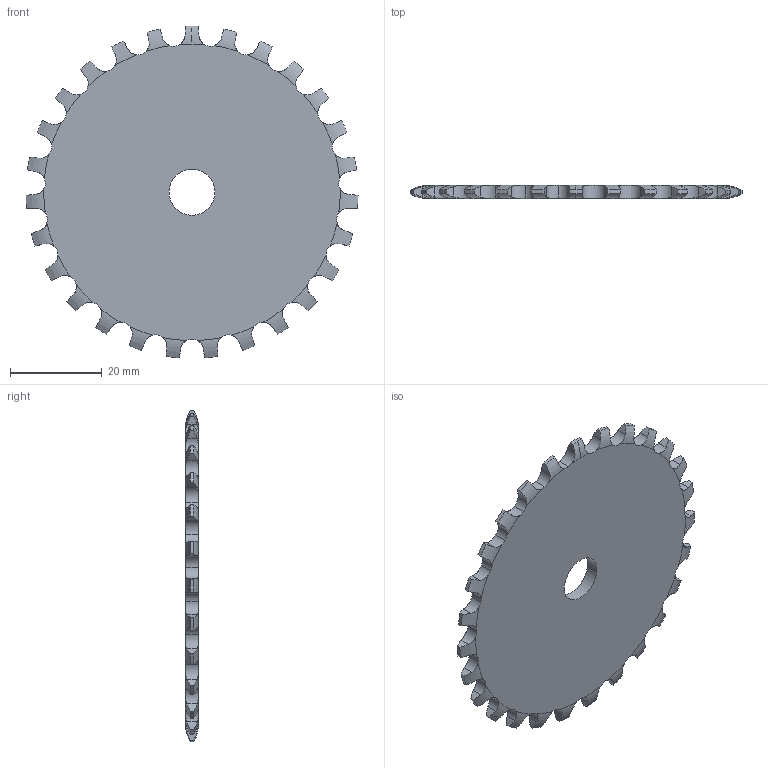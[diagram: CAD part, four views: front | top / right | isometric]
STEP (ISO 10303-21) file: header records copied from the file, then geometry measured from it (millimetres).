
FILE_DESCRIPTION(('FreeCAD Model'),'2;1');
FILE_NAME('Open CASCADE Shape Model','2022-01-16T09:26:10',('FreeCAD'),( 'FreeCAD'),'Open CASCADE STEP processor 7.4','FreeCAD','Unknown');
FILE_SCHEMA(('AUTOMOTIVE_DESIGN { 1 0 10303 214 1 1 1 1 }'));
Length unit declared in the file: millimetre
Products named in the file (1): Open CASCADE STEP translator 7.4 20
Bounding box: 72.19 x 2.8 x 72.09 mm (x, y, z)
Volume: 9655.7 mm3; surface area: 7908.2 mm2
Topology: 1 solids, 1 shells, 194 faces, 630 edges, 438 vertices
Faces by surface type: cylinder 136, revolution 56, plane 2
Full cylindrical faces by diameter (mm): 10 x1
Entity records: 23013 total; most frequent: CARTESIAN_POINT 11669, DIRECTION 1855, ORIENTED_EDGE 1260, PCURVE 1260, DEFINITIONAL_REPRESENTATION 1260, LINE 744, VECTOR 744, B_SPLINE_CURVE_WITH_KNOTS 648
